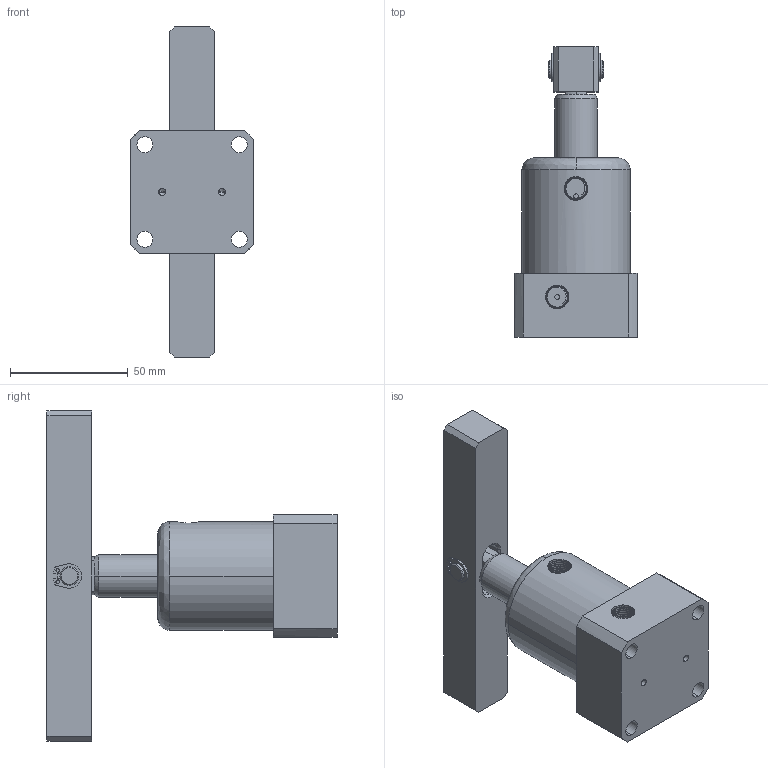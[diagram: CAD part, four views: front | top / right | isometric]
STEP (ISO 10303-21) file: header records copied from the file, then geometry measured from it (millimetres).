
FILE_DESCRIPTION (( 'STEP AP203' ), '1' );
FILE_NAME ('chs-25d_asm.STEP', '2019-04-17T03:14:39', ( '' ), ( '' ), 'SwSTEP 2.0', 'SolidWorks 2017', '' );
FILE_SCHEMA (( 'CONFIG_CONTROL_DESIGN' ));
Length unit declared in the file: millimetre
Products named in the file (6): Xiao; 轴8挡圈; CHS-25D-02_1; CHS-25-03; chs-25d_asm; CHS-25D-01
Assembly tree (6 placements, depth 2):
  chs-25d_asm
    CHS-25D-01
    CHS-25-03
    Xiao
    CHS-25D-02_1
    轴8挡圈  x2
Bounding box: 52 x 123 x 140 mm (x, y, z)
Volume: 193338.8 mm3; surface area: 44714.2 mm2
Topology: 7 solids, 7 shells, 236 faces, 640 edges, 424 vertices
Faces by surface type: cylinder 89, cone 69, plane 58, bspline 20
Entity records: 13928 total; most frequent: CARTESIAN_POINT 8283, ORIENTED_EDGE 1134, DIRECTION 889, EDGE_CURVE 567, VERTEX_POINT 380, AXIS2_PLACEMENT_3D 346, EDGE_LOOP 247, B_SPLINE_CURVE_WITH_KNOTS 220
